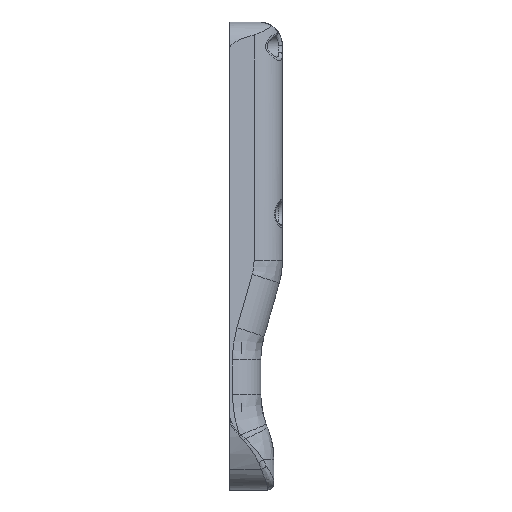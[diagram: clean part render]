
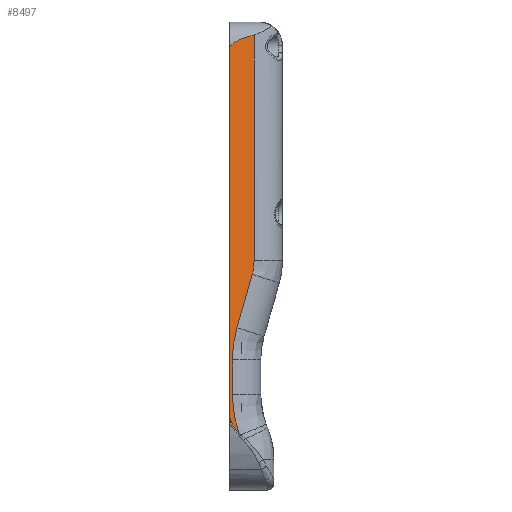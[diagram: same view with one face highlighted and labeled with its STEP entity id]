
A CAD part, left-side view. The second image highlights one B-rep face of the part: STEP entity #8497.
In plain terms, the highlighted planar face has unit normal (-0.988, -0.157, 0).
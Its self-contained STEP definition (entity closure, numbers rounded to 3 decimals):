
#60=ELLIPSE('',#9131,206.479,32.47);
#61=ELLIPSE('',#9141,35.441,35.);
#62=ELLIPSE('',#9142,35.441,35.);
#63=ELLIPSE('',#9143,15.189,15.);
#64=ELLIPSE('',#9144,50.873,8.);
#403=B_SPLINE_CURVE_WITH_KNOTS('',3,(#16368,#16369,#16370,#16371,#16372,
#16373),.UNSPECIFIED.,.F.,.F.,(4,2,4),(3.393,3.523,
3.525),.UNSPECIFIED.);
#1010=FACE_OUTER_BOUND('',#1512,.T.);
#1512=EDGE_LOOP('',(#6721,#6722,#6723,#6724,#6725,#6726,#6727,#6728,#6729,
#6730));
#1828=LINE('',#12687,#2603);
#2100=LINE('',#15034,#2875);
#2280=LINE('',#16381,#3055);
#2281=LINE('',#16385,#3056);
#2603=VECTOR('',#9608,10.);
#2875=VECTOR('',#10260,10.);
#3055=VECTOR('',#10734,10.);
#3056=VECTOR('',#10737,10.);
#3402=VERTEX_POINT('',#12677);
#3403=VERTEX_POINT('',#12686);
#3788=VERTEX_POINT('',#15031);
#3789=VERTEX_POINT('',#15033);
#3944=VERTEX_POINT('',#16185);
#3946=VERTEX_POINT('',#16189);
#3957=VERTEX_POINT('',#16378);
#3958=VERTEX_POINT('',#16380);
#3959=VERTEX_POINT('',#16382);
#3960=VERTEX_POINT('',#16384);
#4234=EDGE_CURVE('',#3402,#3403,#1828,.T.);
#4710=EDGE_CURVE('',#3788,#3789,#2100,.T.);
#4980=EDGE_CURVE('',#3946,#3944,#60,.T.);
#4996=EDGE_CURVE('',#3944,#3788,#403,.T.);
#4999=EDGE_CURVE('',#3957,#3946,#61,.T.);
#5000=EDGE_CURVE('',#3958,#3957,#2280,.T.);
#5001=EDGE_CURVE('',#3959,#3958,#62,.T.);
#5002=EDGE_CURVE('',#3960,#3959,#2281,.T.);
#5003=EDGE_CURVE('',#3403,#3960,#63,.T.);
#5004=EDGE_CURVE('',#3402,#3789,#64,.T.);
#6721=ORIENTED_EDGE('',*,*,#4996,.F.);
#6722=ORIENTED_EDGE('',*,*,#4980,.F.);
#6723=ORIENTED_EDGE('',*,*,#4999,.F.);
#6724=ORIENTED_EDGE('',*,*,#5000,.F.);
#6725=ORIENTED_EDGE('',*,*,#5001,.F.);
#6726=ORIENTED_EDGE('',*,*,#5002,.F.);
#6727=ORIENTED_EDGE('',*,*,#5003,.F.);
#6728=ORIENTED_EDGE('',*,*,#4234,.F.);
#6729=ORIENTED_EDGE('',*,*,#5004,.T.);
#6730=ORIENTED_EDGE('',*,*,#4710,.F.);
#8147=PLANE('',#9140);
#8497=ADVANCED_FACE('',(#1010),#8147,.T.);
#9131=AXIS2_PLACEMENT_3D('',#16191,#10712,#10713);
#9140=AXIS2_PLACEMENT_3D('',#16377,#10730,#10731);
#9141=AXIS2_PLACEMENT_3D('',#16379,#10732,#10733);
#9142=AXIS2_PLACEMENT_3D('',#16383,#10735,#10736);
#9143=AXIS2_PLACEMENT_3D('',#16386,#10738,#10739);
#9144=AXIS2_PLACEMENT_3D('',#16387,#10740,#10741);
#9608=DIRECTION('',(0.,0.,-1.));
#10260=DIRECTION('',(0.,0.,1.));
#10712=DIRECTION('center_axis',(0.988,0.157,0.));
#10713=DIRECTION('ref_axis',(-0.157,0.988,0.));
#10730=DIRECTION('center_axis',(-0.988,-0.157,0.));
#10731=DIRECTION('ref_axis',(0.,0.,1.));
#10732=DIRECTION('center_axis',(-0.988,-0.157,0.));
#10733=DIRECTION('ref_axis',(-0.157,0.988,0.));
#10734=DIRECTION('',(0.,0.,-1.));
#10735=DIRECTION('center_axis',(-0.988,-0.157,0.));
#10736=DIRECTION('ref_axis',(-0.157,0.988,0.));
#10737=DIRECTION('',(-0.043,0.273,-0.961));
#10738=DIRECTION('center_axis',(0.988,0.157,0.));
#10739=DIRECTION('ref_axis',(0.157,-0.988,0.));
#10740=DIRECTION('center_axis',(-0.988,-0.157,0.));
#10741=DIRECTION('ref_axis',(0.157,-0.988,0.));
#12677=CARTESIAN_POINT('',(-1.329,-75.673,133.384));
#12686=CARTESIAN_POINT('',(-1.329,-75.673,65.96));
#12687=CARTESIAN_POINT('',(-1.329,-75.673,55.43));
#15031=CARTESIAN_POINT('',(-2.487,-68.4,19.592));
#15033=CARTESIAN_POINT('',(-2.487,-68.4,129.239));
#15034=CARTESIAN_POINT('',(-2.487,-68.4,19.592));
#16185=CARTESIAN_POINT('',(-2.437,-68.715,18.314));
#16189=CARTESIAN_POINT('',(-2.037,-71.226,14.356));
#16191=CARTESIAN_POINT('Origin',(30.007,-272.467,19.592));
#16368=CARTESIAN_POINT('Ctrl Pts',(-2.437,-68.715,18.314));
#16369=CARTESIAN_POINT('Ctrl Pts',(-2.454,-68.611,
18.733));
#16370=CARTESIAN_POINT('Ctrl Pts',(-2.47,-68.507,
19.153));
#16371=CARTESIAN_POINT('Ctrl Pts',(-2.487,-68.403,
19.579));
#16372=CARTESIAN_POINT('Ctrl Pts',(-2.487,-68.402,
19.586));
#16373=CARTESIAN_POINT('Ctrl Pts',(-2.487,-68.4,
19.592));
#16377=CARTESIAN_POINT('Origin',(-1.237,-76.25,43.484));
#16378=CARTESIAN_POINT('',(-2.353,-69.244,25.966));
#16379=CARTESIAN_POINT('Origin',(3.22,-104.244,25.966));
#16380=CARTESIAN_POINT('',(-2.353,-69.244,36.366));
#16381=CARTESIAN_POINT('',(-2.353,-69.244,31.666));
#16382=CARTESIAN_POINT('',(-2.141,-70.576,45.931));
#16383=CARTESIAN_POINT('Origin',(3.22,-104.244,36.366));
#16384=CARTESIAN_POINT('',(-1.42,-75.102,61.861));
#16385=CARTESIAN_POINT('',(-2.243,-69.936,43.679));
#16386=CARTESIAN_POINT('Origin',(-3.718,-60.673,65.96));
#16387=CARTESIAN_POINT('Origin',(5.513,-118.64,129.239));
